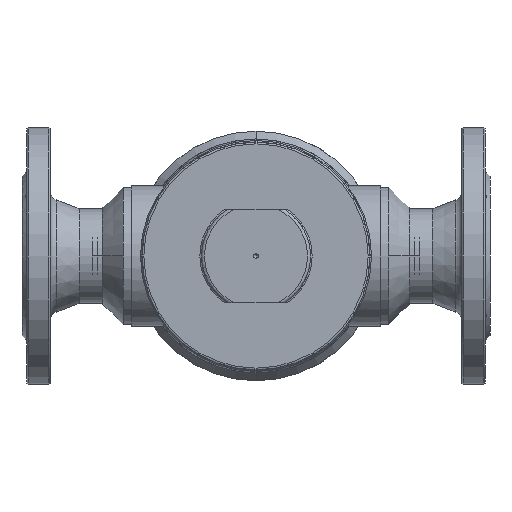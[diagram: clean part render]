
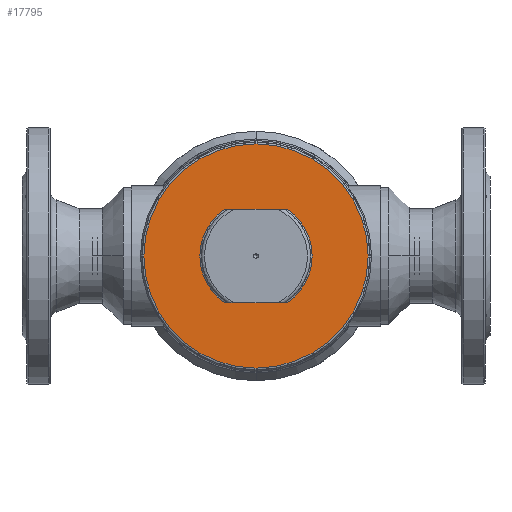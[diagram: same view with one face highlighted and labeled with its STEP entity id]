
A CAD part, front view. The second image highlights one B-rep face of the part: STEP entity #17795.
In plain terms, the highlighted planar face has unit normal (0, -1, 0).
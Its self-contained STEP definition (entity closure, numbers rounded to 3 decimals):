
#12 = ORIENTED_EDGE ( 'NONE', *, *, #13802, .F. ) ;
#289 = CARTESIAN_POINT ( 'NONE',  ( 0., -102., 0. ) ) ;
#669 = CARTESIAN_POINT ( 'NONE',  ( -40., -102., -30. ) ) ;
#1653 = AXIS2_PLACEMENT_3D ( 'NONE', #9601, #4820, #4695 ) ;
#2818 = DIRECTION ( 'NONE',  ( 0., 0., -1. ) ) ;
#3480 = CIRCLE ( 'NONE', #15805, 71.869 ) ;
#3531 = AXIS2_PLACEMENT_3D ( 'NONE', #5787, #7501, #2818 ) ;
#3557 = CARTESIAN_POINT ( 'NONE',  ( 0., -102., -71.869 ) ) ;
#3563 = EDGE_CURVE ( 'NONE', #15222, #15867, #7558, .T. ) ;
#3988 = DIRECTION ( 'NONE',  ( 0., 1., 0. ) ) ;
#4695 = DIRECTION ( 'NONE',  ( 0., 0., -1. ) ) ;
#4794 = VERTEX_POINT ( 'NONE', #3557 ) ;
#4820 = DIRECTION ( 'NONE',  ( 0., 1., 0. ) ) ;
#4838 = VERTEX_POINT ( 'NONE', #11677 ) ;
#5434 = ORIENTED_EDGE ( 'NONE', *, *, #13163, .T. ) ;
#5787 = CARTESIAN_POINT ( 'NONE',  ( 0., -102., 0. ) ) ;
#6478 = LINE ( 'NONE', #669, #8451 ) ;
#6706 = EDGE_CURVE ( 'NONE', #4838, #15867, #14542, .T. ) ;
#6857 = CARTESIAN_POINT ( 'NONE',  ( -19.9, -102., -30. ) ) ;
#7432 = FACE_BOUND ( 'NONE', #17233, .T. ) ;
#7501 = DIRECTION ( 'NONE',  ( 0., 1., 0. ) ) ;
#7558 = CIRCLE ( 'NONE', #9735, 36. ) ;
#8120 = VECTOR ( 'NONE', #15596, 1000. ) ;
#8259 = ORIENTED_EDGE ( 'NONE', *, *, #15455, .F. ) ;
#8429 = DIRECTION ( 'NONE',  ( 1., 0., 0. ) ) ;
#8451 = VECTOR ( 'NONE', #8429, 1000. ) ;
#8710 = CIRCLE ( 'NONE', #14299, 71.869 ) ;
#9601 = CARTESIAN_POINT ( 'NONE',  ( 71.869, -102., 0. ) ) ;
#9735 = AXIS2_PLACEMENT_3D ( 'NONE', #18203, #3988, #10280 ) ;
#10280 = DIRECTION ( 'NONE',  ( 0., 0., -1. ) ) ;
#10354 = CARTESIAN_POINT ( 'NONE',  ( 19.9, -102., -30. ) ) ;
#11020 = DIRECTION ( 'NONE',  ( 0., 1., 0. ) ) ;
#11525 = ORIENTED_EDGE ( 'NONE', *, *, #3563, .T. ) ;
#11677 = CARTESIAN_POINT ( 'NONE',  ( 19.9, -102., 30. ) ) ;
#13163 = EDGE_CURVE ( 'NONE', #4838, #14609, #18362, .T. ) ;
#13589 = ORIENTED_EDGE ( 'NONE', *, *, #6706, .F. ) ;
#13802 = EDGE_CURVE ( 'NONE', #15222, #14609, #6478, .T. ) ;
#13857 = CARTESIAN_POINT ( 'NONE',  ( -19.9, -102., 30. ) ) ;
#14263 = PLANE ( 'NONE',  #1653 ) ;
#14292 = DIRECTION ( 'NONE',  ( 0., 0., -1. ) ) ;
#14299 = AXIS2_PLACEMENT_3D ( 'NONE', #19061, #11020, #14292 ) ;
#14510 = CARTESIAN_POINT ( 'NONE',  ( 0., -102., 71.869 ) ) ;
#14542 = LINE ( 'NONE', #20288, #8120 ) ;
#14609 = VERTEX_POINT ( 'NONE', #10354 ) ;
#15222 = VERTEX_POINT ( 'NONE', #6857 ) ;
#15455 = EDGE_CURVE ( 'NONE', #4794, #16539, #8710, .T. ) ;
#15596 = DIRECTION ( 'NONE',  ( -1., 0., 0. ) ) ;
#15805 = AXIS2_PLACEMENT_3D ( 'NONE', #289, #17686, #16031 ) ;
#15867 = VERTEX_POINT ( 'NONE', #13857 ) ;
#16031 = DIRECTION ( 'NONE',  ( 0., 0., -1. ) ) ;
#16539 = VERTEX_POINT ( 'NONE', #14510 ) ;
#17181 = ORIENTED_EDGE ( 'NONE', *, *, #17541, .F. ) ;
#17233 = EDGE_LOOP ( 'NONE', ( #5434, #12, #11525, #13589 ) ) ;
#17421 = EDGE_LOOP ( 'NONE', ( #8259, #17181 ) ) ;
#17541 = EDGE_CURVE ( 'NONE', #16539, #4794, #3480, .T. ) ;
#17686 = DIRECTION ( 'NONE',  ( 0., 1., 0. ) ) ;
#17795 = ADVANCED_FACE ( 'NONE', ( #7432, #18566 ), #14263, .F. ) ;
#18203 = CARTESIAN_POINT ( 'NONE',  ( 0., -102., 0. ) ) ;
#18362 = CIRCLE ( 'NONE', #3531, 36. ) ;
#18566 = FACE_OUTER_BOUND ( 'NONE', #17421, .T. ) ;
#19061 = CARTESIAN_POINT ( 'NONE',  ( 0., -102., 0. ) ) ;
#20288 = CARTESIAN_POINT ( 'NONE',  ( -40., -102., 30. ) ) ;
